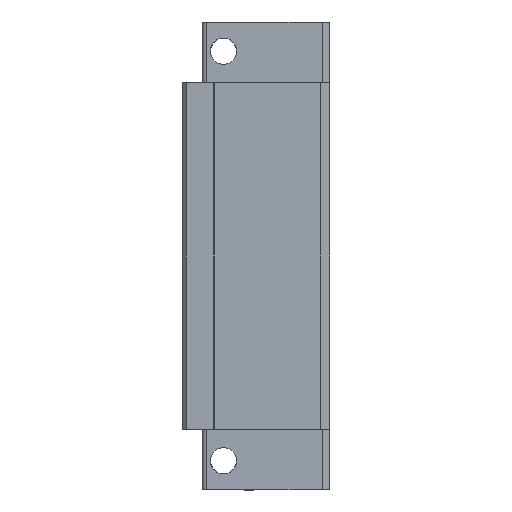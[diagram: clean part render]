
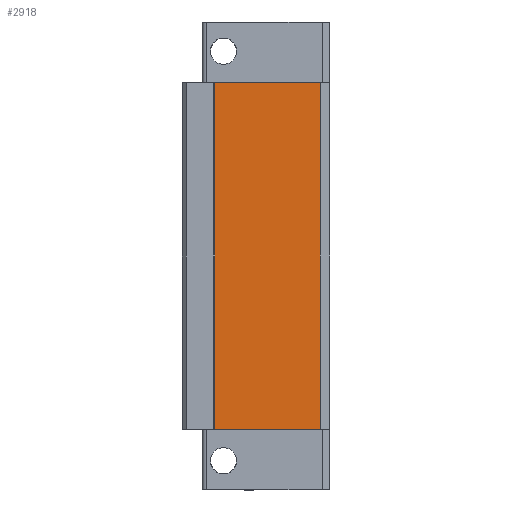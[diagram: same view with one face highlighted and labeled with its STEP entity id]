
A CAD part, left-side view. The second image highlights one B-rep face of the part: STEP entity #2918.
In plain terms, the highlighted planar face has unit normal (-1, 0, 0).
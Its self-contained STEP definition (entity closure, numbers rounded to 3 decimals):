
#379 = EDGE_LOOP ( 'NONE', ( #2426, #2427, #2428, #2429 ) ) ;
#2149 = EDGE_CURVE ( 'NONE', #8903, #8905, #5260, .T. ) ;
#2186 = EDGE_CURVE ( 'NONE', #8903, #8845, #5333, .T. ) ;
#2188 = EDGE_CURVE ( 'NONE', #8845, #8844, #5337, .T. ) ;
#2190 = EDGE_CURVE ( 'NONE', #8905, #8844, #5327, .T. ) ;
#2426 = ORIENTED_EDGE ( 'NONE', *, *, #2190, .F. ) ;
#2427 = ORIENTED_EDGE ( 'NONE', *, *, #2149, .F. ) ;
#2428 = ORIENTED_EDGE ( 'NONE', *, *, #2186, .T. ) ;
#2429 = ORIENTED_EDGE ( 'NONE', *, *, #2188, .T. ) ;
#2918 = ADVANCED_FACE ( 'NONE', ( #5426 ), #6020, .F. ) ;
#5260 = LINE ( 'NONE', #5769, #5261 ) ;
#5261 = VECTOR ( 'NONE', #5770, 1000. ) ;
#5327 = LINE ( 'NONE', #5851, #5340 ) ;
#5333 = LINE ( 'NONE', #5843, #5334 ) ;
#5334 = VECTOR ( 'NONE', #5844, 1000. ) ;
#5337 = LINE ( 'NONE', #5847, #5338 ) ;
#5338 = VECTOR ( 'NONE', #5848, 1000. ) ;
#5340 = VECTOR ( 'NONE', #5852, 1000. ) ;
#5426 = FACE_OUTER_BOUND ( 'NONE', #379, .T. ) ;
#5684 = AXIS2_PLACEMENT_3D ( 'NONE', #6023, #6029, #6030 ) ;
#5769 = CARTESIAN_POINT ( 'NONE',  ( -23.7, -7.5, 47.7 ) ) ;
#5770 = DIRECTION ( 'NONE',  ( 0., 0., 1. ) ) ;
#5843 = CARTESIAN_POINT ( 'NONE',  ( -23.7, 0., -39.75 ) ) ;
#5844 = DIRECTION ( 'NONE',  ( 0., -1., 0. ) ) ;
#5847 = CARTESIAN_POINT ( 'NONE',  ( -23.7, -31.7, 47.7 ) ) ;
#5848 = DIRECTION ( 'NONE',  ( 0., 0., 1. ) ) ;
#5851 = CARTESIAN_POINT ( 'NONE',  ( -23.7, 0., 39.75 ) ) ;
#5852 = DIRECTION ( 'NONE',  ( 0., -1., 0. ) ) ;
#6020 = PLANE ( 'NONE',  #5684 ) ;
#6023 = CARTESIAN_POINT ( 'NONE',  ( -23.7, -31.7, 47.7 ) ) ;
#6029 = DIRECTION ( 'NONE',  ( 1., 0., 0. ) ) ;
#6030 = DIRECTION ( 'NONE',  ( 0., 0., -1. ) ) ;
#6240 = CARTESIAN_POINT ( 'NONE',  ( -23.7, -31.7, 39.75 ) ) ;
#6241 = CARTESIAN_POINT ( 'NONE',  ( -23.7, -31.7, -39.75 ) ) ;
#6299 = CARTESIAN_POINT ( 'NONE',  ( -23.7, -7.5, -39.75 ) ) ;
#6301 = CARTESIAN_POINT ( 'NONE',  ( -23.7, -7.5, 39.75 ) ) ;
#8844 = VERTEX_POINT ( 'NONE', #6240 ) ;
#8845 = VERTEX_POINT ( 'NONE', #6241 ) ;
#8903 = VERTEX_POINT ( 'NONE', #6299 ) ;
#8905 = VERTEX_POINT ( 'NONE', #6301 ) ;
